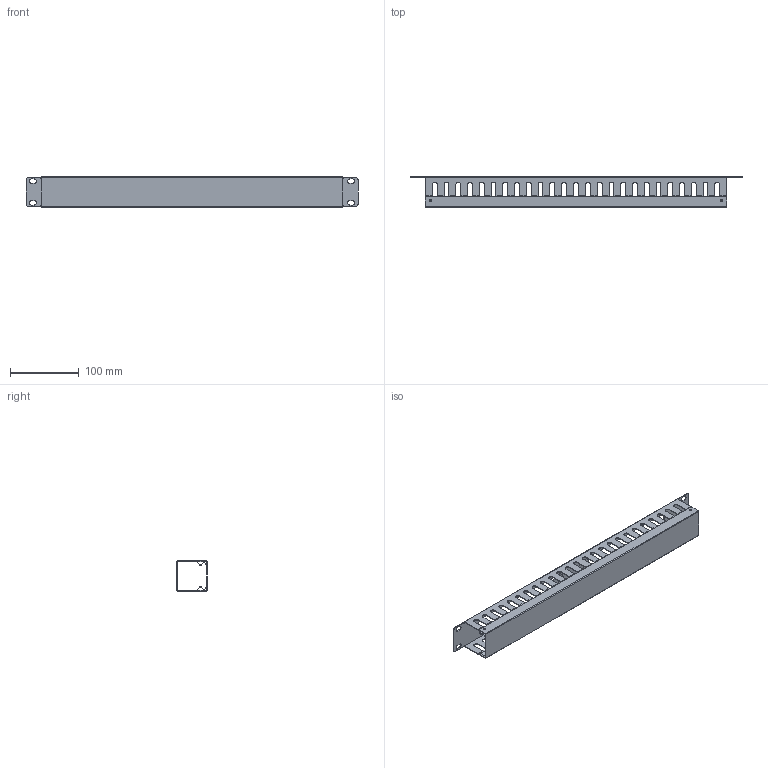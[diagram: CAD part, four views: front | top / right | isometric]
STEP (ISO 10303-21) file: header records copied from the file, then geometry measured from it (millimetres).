
FILE_DESCRIPTION(('FreeCAD Model'),'2;1');
FILE_NAME('Open CASCADE Shape Model','2022-06-30T13:33:36',('Author'),( ''),'Open CASCADE STEP processor 7.5','FreeCAD','Unknown');
FILE_SCHEMA(('AUTOMOTIVE_DESIGN { 1 0 10303 214 1 1 1 1 }'));
Length unit declared in the file: millimetre
Products named in the file (3): _1712; RAIL; CAPOT
Assembly tree (2 placements, depth 2):
  _1712
    RAIL
    CAPOT
Bounding box: 482 x 44.5 x 44 mm (x, y, z)
Volume: 78750.9 mm3; surface area: 151891.6 mm2
Topology: 2 solids, 2 shells, 940 faces, 2728 edges, 1792 vertices
Faces by surface type: plane 550, cylinder 390
Full cylindrical faces by diameter (mm): 3 x4, 20 x2
Entity records: 67738 total; most frequent: CARTESIAN_POINT 13271, DIRECTION 10458, LINE 6624, VECTOR 6624, ORIENTED_EDGE 5456, PCURVE 5456, DEFINITIONAL_REPRESENTATION 5456, EDGE_CURVE 2728
